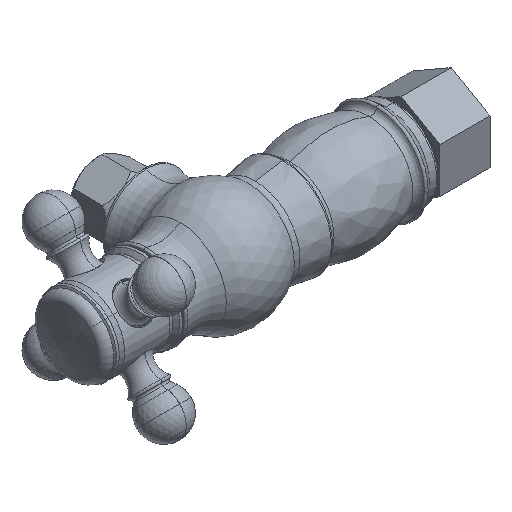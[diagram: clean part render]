
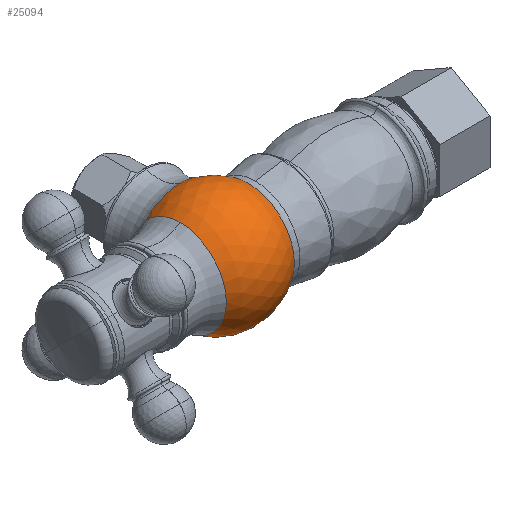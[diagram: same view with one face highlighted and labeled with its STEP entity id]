
A CAD part, isometric view. The second image highlights one B-rep face of the part: STEP entity #25094.
In plain terms, the highlighted spherical face has radius 16.383 mm.
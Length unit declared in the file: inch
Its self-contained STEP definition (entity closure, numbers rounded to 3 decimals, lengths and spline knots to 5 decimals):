
#18506=CARTESIAN_POINT('',(0.38161,0.,0.));
#18507=DIRECTION('',(1.,0.,0.));
#18508=DIRECTION('',(0.,0.735,0.678));
#18509=AXIS2_PLACEMENT_3D('',#18506,#18507,#18508);
#18511=CARTESIAN_POINT('',(0.,0.38223,0.));
#18512=DIRECTION('',(0.,1.,0.));
#18513=DIRECTION('',(0.,0.,1.));
#18514=AXIS2_PLACEMENT_3D('',#18511,#18512,#18513);
#18516=CARTESIAN_POINT('',(0.,0.38223,0.));
#18517=DIRECTION('',(0.,1.,0.));
#18518=DIRECTION('',(-0.736,0.,0.677));
#18519=AXIS2_PLACEMENT_3D('',#18516,#18517,#18518);
#18521=CARTESIAN_POINT('',(0.,0.38223,0.));
#18522=DIRECTION('',(0.,1.,0.));
#18523=DIRECTION('',(0.,0.,-1.));
#18524=AXIS2_PLACEMENT_3D('',#18521,#18522,#18523);
#18526=CARTESIAN_POINT('',(0.,0.38223,0.));
#18527=DIRECTION('',(0.,1.,0.));
#18528=DIRECTION('',(0.735,0.,-0.679));
#18529=AXIS2_PLACEMENT_3D('',#18526,#18527,#18528);
#23997=CARTESIAN_POINT('',(-0.38223,0.,0.));
#23998=DIRECTION('',(-1.,0.,0.));
#23999=DIRECTION('',(0.,0.,1.));
#24000=AXIS2_PLACEMENT_3D('',#23997,#23998,#23999);
#24016=CARTESIAN_POINT('',(-0.38223,0.,0.));
#24017=DIRECTION('',(-1.,0.,0.));
#24018=DIRECTION('',(0.,0.736,-0.677));
#24019=AXIS2_PLACEMENT_3D('',#24016,#24017,#24018);
#24061=CARTESIAN_POINT('',(-0.38223,0.,0.));
#24062=DIRECTION('',(-1.,0.,0.));
#24063=DIRECTION('',(0.,0.,-1.));
#24064=AXIS2_PLACEMENT_3D('',#24061,#24062,#24063);
#24447=CARTESIAN_POINT('',(0.38161,0.38223,
0.35256));
#24448=CARTESIAN_POINT('',(0.38161,0.38223,
-0.35256));
#24449=VERTEX_POINT('',#24447);
#24450=VERTEX_POINT('',#24448);
#24451=CARTESIAN_POINT('',(0.,0.38223,-0.51954));
#24452=VERTEX_POINT('',#24451);
#24453=CARTESIAN_POINT('',(-0.38223,0.38223,
-0.35188));
#24454=VERTEX_POINT('',#24453);
#24455=CARTESIAN_POINT('',(-0.38223,0.,
-0.51954));
#24456=VERTEX_POINT('',#24455);
#24457=CARTESIAN_POINT('',(-0.38223,0.,
0.51954));
#24458=VERTEX_POINT('',#24457);
#24459=CARTESIAN_POINT('',(-0.38223,0.38223,
0.35188));
#24460=VERTEX_POINT('',#24459);
#24461=CARTESIAN_POINT('',(0.,0.38223,0.51954));
#24462=VERTEX_POINT('',#24461);
#25072=CARTESIAN_POINT('',(0.,0.,0.));
#25073=DIRECTION('',(-1.,0.,0.));
#25074=DIRECTION('',(0.,0.,-1.));
#25075=AXIS2_PLACEMENT_3D('',#25072,#25073,#25074);
#25076=SPHERICAL_SURFACE('',#25075,0.645);
#25077=ORIENTED_EDGE('',*,*,#25060,.F.);
#25079=ORIENTED_EDGE('',*,*,#25078,.F.);
#25081=ORIENTED_EDGE('',*,*,#25080,.F.);
#25083=ORIENTED_EDGE('',*,*,#25082,.F.);
#25085=ORIENTED_EDGE('',*,*,#25084,.F.);
#25087=ORIENTED_EDGE('',*,*,#25086,.F.);
#25089=ORIENTED_EDGE('',*,*,#25088,.F.);
#25091=ORIENTED_EDGE('',*,*,#25090,.F.);
#25092=EDGE_LOOP('',(#25077,#25079,#25081,#25083,#25085,#25087,#25089,#25091));
#25093=FACE_OUTER_BOUND('',#25092,.F.);
#25094=ADVANCED_FACE('',(#25093),#25076,.F.);
#18510=CIRCLE('',#18509,0.52);
#18515=CIRCLE('',#18514,0.51954);
#18520=CIRCLE('',#18519,0.51954);
#18525=CIRCLE('',#18524,0.51954);
#18530=CIRCLE('',#18529,0.51954);
#24001=CIRCLE('',#24000,0.51954);
#24020=CIRCLE('',#24019,0.51954);
#24065=CIRCLE('',#24064,0.51954);
#25060=EDGE_CURVE('',#24449,#24450,#18510,.T.);
#25078=EDGE_CURVE('',#24462,#24449,#18515,.T.);
#25080=EDGE_CURVE('',#24460,#24462,#18520,.T.);
#25082=EDGE_CURVE('',#24458,#24460,#24001,.T.);
#25084=EDGE_CURVE('',#24456,#24458,#24065,.T.);
#25086=EDGE_CURVE('',#24454,#24456,#24020,.T.);
#25088=EDGE_CURVE('',#24452,#24454,#18525,.T.);
#25090=EDGE_CURVE('',#24450,#24452,#18530,.T.);
